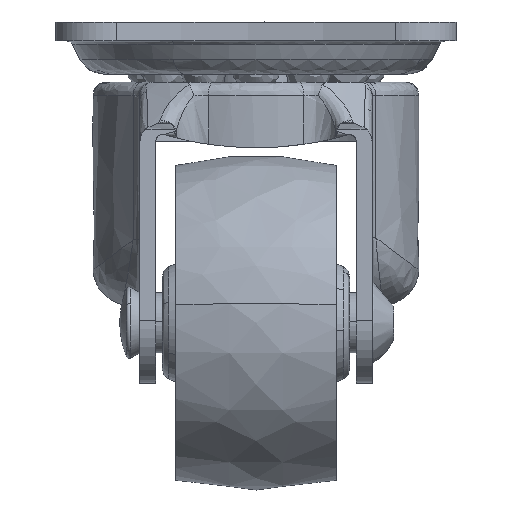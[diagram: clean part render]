
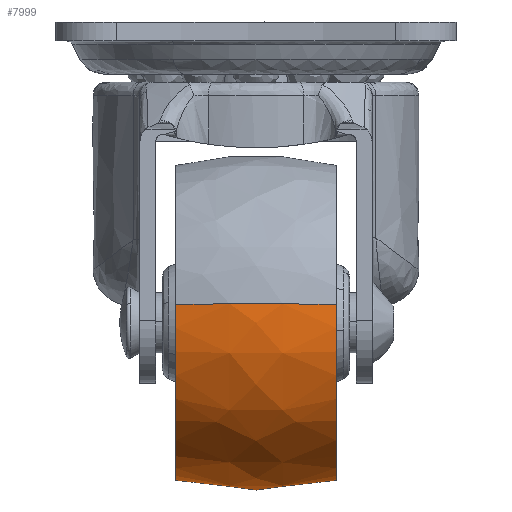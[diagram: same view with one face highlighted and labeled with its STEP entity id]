
A CAD part, left-side view. The second image highlights one B-rep face of the part: STEP entity #7999.
In plain terms, the highlighted free-form (B-spline) face has degree [2, 2] with [5, 9] control points.
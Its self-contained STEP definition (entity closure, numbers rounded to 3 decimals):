
#7842=CARTESIAN_POINT('',(-11.535,-6.6,1.341));
#7843=CARTESIAN_POINT('',(-12.416,-3.36,1.443));
#7844=CARTESIAN_POINT('',(-12.416,0.0,1.443));
#7845=CARTESIAN_POINT('',(-12.416,3.36,1.443));
#7846=CARTESIAN_POINT('',(-11.535,6.6,1.341));
#7847=CARTESIAN_POINT('',(-11.613,-6.6,0.673));
#7848=CARTESIAN_POINT('',(-12.5,-3.36,0.724));
#7849=CARTESIAN_POINT('',(-12.5,0.0,0.724));
#7850=CARTESIAN_POINT('',(-12.5,3.36,0.724));
#7851=CARTESIAN_POINT('',(-11.613,6.6,0.673));
#7852=CARTESIAN_POINT('',(-11.613,-6.6,0.0));
#7853=CARTESIAN_POINT('',(-12.5,-3.36,0.0));
#7854=CARTESIAN_POINT('',(-12.5,0.0,0.0));
#7855=CARTESIAN_POINT('',(-12.5,3.36,0.0));
#7856=CARTESIAN_POINT('',(-11.613,6.6,0.0));
#7857=CARTESIAN_POINT('',(-11.613,-6.6,-11.613));
#7858=CARTESIAN_POINT('',(-12.5,-3.36,-12.5));
#7859=CARTESIAN_POINT('',(-12.5,0.0,-12.5));
#7860=CARTESIAN_POINT('',(-12.5,3.36,-12.5));
#7861=CARTESIAN_POINT('',(-11.613,6.6,-11.613));
#7862=CARTESIAN_POINT('',(0.0,-6.6,-11.613));
#7863=CARTESIAN_POINT('',(0.0,-3.36,-12.5));
#7864=CARTESIAN_POINT('',(0.0,0.0,-12.5));
#7865=CARTESIAN_POINT('',(0.0,3.36,-12.5));
#7866=CARTESIAN_POINT('',(0.0,6.6,-11.613));
#7867=CARTESIAN_POINT('',(11.613,-6.6,-11.613));
#7868=CARTESIAN_POINT('',(12.5,-3.36,-12.5));
#7869=CARTESIAN_POINT('',(12.5,0.0,-12.5));
#7870=CARTESIAN_POINT('',(12.5,3.36,-12.5));
#7871=CARTESIAN_POINT('',(11.613,6.6,-11.613));
#7872=CARTESIAN_POINT('',(11.613,-6.6,0.0));
#7873=CARTESIAN_POINT('',(12.5,-3.36,0.0));
#7874=CARTESIAN_POINT('',(12.5,0.0,0.0));
#7875=CARTESIAN_POINT('',(12.5,3.36,0.0));
#7876=CARTESIAN_POINT('',(11.613,6.6,0.0));
#7877=CARTESIAN_POINT('',(11.613,-6.6,11.613));
#7878=CARTESIAN_POINT('',(12.5,-3.36,12.5));
#7879=CARTESIAN_POINT('',(12.5,0.0,12.5));
#7880=CARTESIAN_POINT('',(12.5,3.36,12.5));
#7881=CARTESIAN_POINT('',(11.613,6.6,11.613));
#7882=CARTESIAN_POINT('',(0.0,-6.6,11.613));
#7883=CARTESIAN_POINT('',(0.0,-3.36,12.5));
#7884=CARTESIAN_POINT('',(0.0,0.0,12.5));
#7885=CARTESIAN_POINT('',(0.0,3.36,12.5));
#7886=CARTESIAN_POINT('',(0.0,6.6,11.613));
#7894=(BOUNDED_SURFACE()B_SPLINE_SURFACE(2,2,((#7842,#7847,#7852,#7857,#7862,#7867,#7872,#7877,#7882),(#7843,#7848,#7853,#7858,#7863,#7868,#7873,#7878,#7883),(#7844,#7849,#7854,#7859,#7864,#7869,#7874,#7879,#7884),(#7845,#7850,#7855,#7860,#7865,#7870,#7875,#7880,#7885),(#7846,#7851,#7856,#7861,#7866,#7871,#7876,#7881,#7886)),.UNSPECIFIED.,.F.,.F.,.U.)B_SPLINE_SURFACE_WITH_KNOTS((3,2,3),(3,2,2,2,3),(0.0,6.838,13.675),(0.0,1.657,22.368,43.078,63.789),.UNSPECIFIED.)GEOMETRIC_REPRESENTATION_ITEM()RATIONAL_B_SPLINE_SURFACE(((0.908,0.926,0.949,0.671,0.949,0.671,0.949,0.671,0.949),(0.924,0.943,0.965,0.683,0.965,0.683,0.965,0.683,0.965),(0.957,0.977,1.0,0.707,1.0,0.707,1.0,0.707,1.0),(0.924,0.943,0.965,0.683,0.965,0.683,0.965,0.683,0.965),(0.908,0.926,0.949,0.671,0.949,0.671,0.949,0.671,0.949)))REPRESENTATION_ITEM('')SURFACE());
#7895=CARTESIAN_POINT('',(-11.691,-6.,1.359));
#7896=VERTEX_POINT('',#7895);
#7897=CARTESIAN_POINT('',(0.0,-6.,-11.769));
#7898=VERTEX_POINT('',#7897);
#7899=CARTESIAN_POINT('',(-11.691,-6.,1.359));
#7900=CARTESIAN_POINT('',(-11.769,-6.,0.682));
#7901=CARTESIAN_POINT('',(-11.769,-6.,0.));
#7902=CARTESIAN_POINT('',(-11.769,-6.,-11.769));
#7903=CARTESIAN_POINT('',(0.0,-6.,-11.769));
#7911=(BOUNDED_CURVE()B_SPLINE_CURVE(2,(#7899,#7900,#7901,#7902,#7903),.UNSPECIFIED.,.F.,.U.)B_SPLINE_CURVE_WITH_KNOTS((3,2,3),(0.73,0.75,1.0),.UNSPECIFIED.)CURVE()GEOMETRIC_REPRESENTATION_ITEM()RATIONAL_B_SPLINE_CURVE((0.957,0.977,1.0,0.707,1.0))REPRESENTATION_ITEM(''));
#7912=EDGE_CURVE('',#7896,#7898,#7911,.T.);
#7913=ORIENTED_EDGE('',*,*,#7912,.F.);
#7914=CARTESIAN_POINT('',(-11.691,6.,1.359));
#7915=VERTEX_POINT('',#7914);
#7916=CARTESIAN_POINT('',(-11.691,-6.,1.359));
#7917=CARTESIAN_POINT('',(-12.416,-3.044,1.443));
#7918=CARTESIAN_POINT('',(-12.416,0.,1.443));
#7919=CARTESIAN_POINT('',(-12.416,3.044,1.443));
#7920=CARTESIAN_POINT('',(-11.691,6.,1.359));
#7928=(BOUNDED_CURVE()B_SPLINE_CURVE(2,(#7916,#7917,#7918,#7919,#7920),.UNSPECIFIED.,.F.,.U.)B_SPLINE_CURVE_WITH_KNOTS((3,2,3),(0.382,0.5,0.618),.UNSPECIFIED.)CURVE()GEOMETRIC_REPRESENTATION_ITEM()RATIONAL_B_SPLINE_CURVE((0.911,0.927,0.957,0.927,0.911))REPRESENTATION_ITEM(''));
#7929=EDGE_CURVE('',#7896,#7915,#7928,.T.);
#7930=ORIENTED_EDGE('',*,*,#7929,.T.);
#7931=CARTESIAN_POINT('',(0.0,6.,-11.769));
#7932=VERTEX_POINT('',#7931);
#7933=CARTESIAN_POINT('',(-11.691,6.,1.359));
#7934=CARTESIAN_POINT('',(-11.769,6.,0.682));
#7935=CARTESIAN_POINT('',(-11.769,6.,0.));
#7936=CARTESIAN_POINT('',(-11.769,6.,-11.769));
#7937=CARTESIAN_POINT('',(0.0,6.,-11.769));
#7945=(BOUNDED_CURVE()B_SPLINE_CURVE(2,(#7933,#7934,#7935,#7936,#7937),.UNSPECIFIED.,.F.,.U.)B_SPLINE_CURVE_WITH_KNOTS((3,2,3),(0.73,0.75,1.0),.UNSPECIFIED.)CURVE()GEOMETRIC_REPRESENTATION_ITEM()RATIONAL_B_SPLINE_CURVE((0.957,0.977,1.0,0.707,1.0))REPRESENTATION_ITEM(''));
#7946=EDGE_CURVE('',#7915,#7932,#7945,.T.);
#7947=ORIENTED_EDGE('',*,*,#7946,.T.);
#7948=CARTESIAN_POINT('',(0.0,6.,11.769));
#7949=VERTEX_POINT('',#7948);
#7950=CARTESIAN_POINT('',(0.0,6.,-11.769));
#7951=CARTESIAN_POINT('',(11.769,6.,-11.769));
#7952=CARTESIAN_POINT('',(11.769,6.,0.));
#7953=CARTESIAN_POINT('',(11.769,6.,11.769));
#7954=CARTESIAN_POINT('',(0.0,6.,11.769));
#7962=(BOUNDED_CURVE()B_SPLINE_CURVE(2,(#7950,#7951,#7952,#7953,#7954),.UNSPECIFIED.,.F.,.U.)B_SPLINE_CURVE_WITH_KNOTS((3,2,3),(0.0,0.25,0.5),.UNSPECIFIED.)CURVE()GEOMETRIC_REPRESENTATION_ITEM()RATIONAL_B_SPLINE_CURVE((1.0,0.707,1.0,0.707,1.0))REPRESENTATION_ITEM(''));
#7963=EDGE_CURVE('',#7932,#7949,#7962,.T.);
#7964=ORIENTED_EDGE('',*,*,#7963,.T.);
#7965=CARTESIAN_POINT('',(0.0,-6.,11.769));
#7966=VERTEX_POINT('',#7965);
#7967=CARTESIAN_POINT('',(0.0,-6.,11.769));
#7968=CARTESIAN_POINT('',(0.0,-3.044,12.5));
#7969=CARTESIAN_POINT('',(0.0,0.0,12.5));
#7970=CARTESIAN_POINT('',(0.0,3.044,12.5));
#7971=CARTESIAN_POINT('',(0.0,6.,11.769));
#7979=(BOUNDED_CURVE()B_SPLINE_CURVE(2,(#7967,#7968,#7969,#7970,#7971),.UNSPECIFIED.,.F.,.U.)B_SPLINE_CURVE_WITH_KNOTS((3,2,3),(0.382,0.5,0.618),.UNSPECIFIED.)CURVE()GEOMETRIC_REPRESENTATION_ITEM()RATIONAL_B_SPLINE_CURVE((0.952,0.968,1.0,0.968,0.952))REPRESENTATION_ITEM(''));
#7980=EDGE_CURVE('',#7966,#7949,#7979,.T.);
#7981=ORIENTED_EDGE('',*,*,#7980,.F.);
#7982=CARTESIAN_POINT('',(0.0,-6.,-11.769));
#7983=CARTESIAN_POINT('',(11.769,-6.,-11.769));
#7984=CARTESIAN_POINT('',(11.769,-6.,0.));
#7985=CARTESIAN_POINT('',(11.769,-6.,11.769));
#7986=CARTESIAN_POINT('',(0.0,-6.,11.769));
#7994=(BOUNDED_CURVE()B_SPLINE_CURVE(2,(#7982,#7983,#7984,#7985,#7986),.UNSPECIFIED.,.F.,.U.)B_SPLINE_CURVE_WITH_KNOTS((3,2,3),(0.0,0.25,0.5),.UNSPECIFIED.)CURVE()GEOMETRIC_REPRESENTATION_ITEM()RATIONAL_B_SPLINE_CURVE((1.0,0.707,1.0,0.707,1.0))REPRESENTATION_ITEM(''));
#7995=EDGE_CURVE('',#7898,#7966,#7994,.T.);
#7996=ORIENTED_EDGE('',*,*,#7995,.F.);
#7997=EDGE_LOOP('',(#7913,#7930,#7947,#7964,#7981,#7996));
#7998=FACE_OUTER_BOUND('',#7997,.T.);
#7999=ADVANCED_FACE('',(#7998),#7894,.T.);
